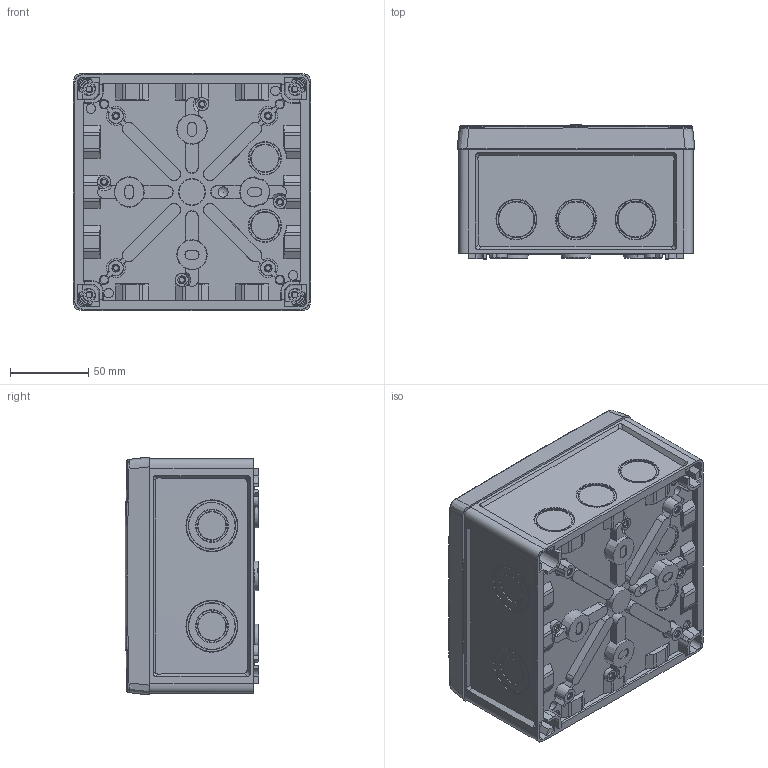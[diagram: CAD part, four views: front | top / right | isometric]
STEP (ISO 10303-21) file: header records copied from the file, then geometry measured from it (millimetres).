
FILE_DESCRIPTION(/* description */ ('STEP AP214'),/* implementation_level */ '2;1');
FILE_NAME(/* name */ '41040001',/* time_stamp */ '2024-12-06T18:52:54+01:00',/* author */ ('License CC BY-ND 4.0'),/* organization */ ('CADENAS'),/* preprocessor_version */ 'ST-DEVELOPER v19.3',/* originating_system */ 'PARTsolutions',/* authorisation */ ' ');
FILE_SCHEMA (('AUTOMOTIVE_DESIGN {1 0 10303 214 3 1 1}'));
Length unit declared in the file: millimetre
Products named in the file (4): 41040001; 41040001_PART1; 41040001_PART2; 41040001_PART3
Assembly tree (6 placements, depth 2):
  41040001
    41040001_PART1  x4
    41040001_PART2
    41040001_PART3
Bounding box: 151.6 x 85.3 x 151.6 mm (x, y, z)
Volume: 320150 mm3; surface area: 251847.2 mm2
Topology: 6 solids, 6 shells, 2254 faces, 6013 edges, 3867 vertices
Faces by surface type: plane 1117, cone 461, bspline 264, cylinder 246, torus 106, sphere 60
Full cylindrical faces by diameter (mm): 1 x4, 1.5 x2, 2.46 x4, 3.2 x4, 3.4 x4, 4 x8, 6 x8, 14 x4
Entity records: 84289 total; most frequent: CARTESIAN_POINT 34802, ORIENTED_EDGE 10694, DIRECTION 9750, EDGE_CURVE 5347, AXIS2_PLACEMENT_3D 3674, VERTEX_POINT 3489, LINE 2402, VECTOR 2402
